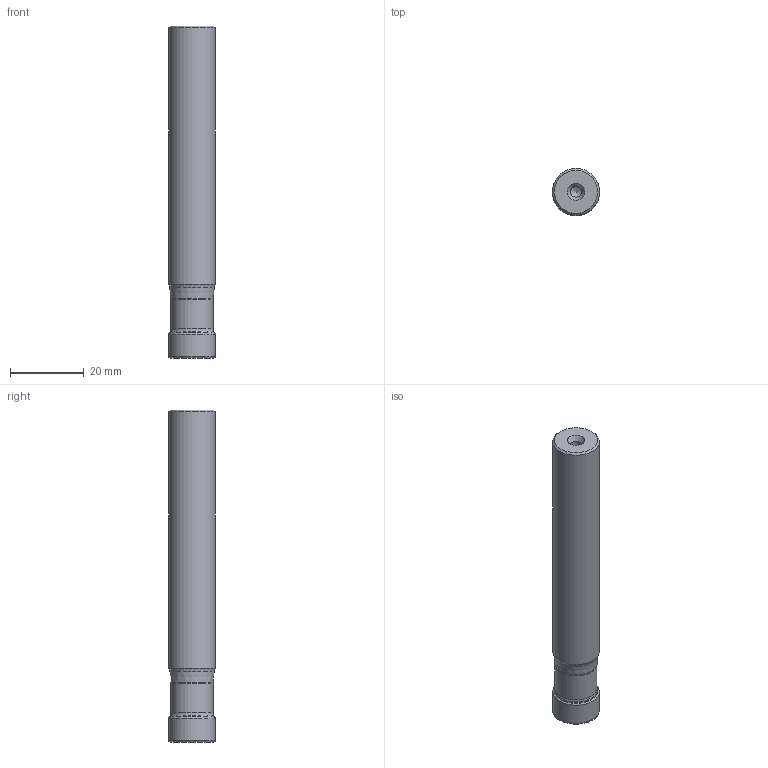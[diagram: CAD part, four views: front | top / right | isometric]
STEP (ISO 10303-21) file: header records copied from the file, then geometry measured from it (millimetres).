
FILE_DESCRIPTION(/* description */ (''),/* implementation_level */ '2;1');
FILE_NAME(/* name */ 'ax_step_export_ax_temp_1.stp',/* time_stamp */ '2020-08-18T11:30:11+02:00',/* author */ (''),/* organization */ (''),/* preprocessor_version */ 'ST-DEVELOPER v16.7',/* originating_system */ 'SIEMENS PLM Software NX 12.0',/* authorisation */ '');
FILE_SCHEMA (('AUTOMOTIVE_DESIGN { 1 0 10303 214 3 1 1 1 }'));
Length unit declared in the file: millimetre
Products named in the file (1): ax_temp_1
Bounding box: 12.7 x 12.7 x 90 mm (x, y, z)
Volume: 11219.1 mm3; surface area: 5009.2 mm2
Topology: 2 solids, 2 shells, 48 faces, 108 edges, 62 vertices
Faces by surface type: revolution 21, cone 12, torus 9, cylinder 4, plane 2
Full cylindrical faces by diameter (mm): 3 x1, 11.48 x1, 12.08 x1, 12.7 x1
Entity records: 1398 total; most frequent: CARTESIAN_POINT 399, DIRECTION 161, FACE_BOUND 94, EDGE_LOOP 94, ORIENTED_EDGE 94, AXIS2_PLACEMENT_3D 70, ADVANCED_FACE 48, VERTEX_POINT 48
